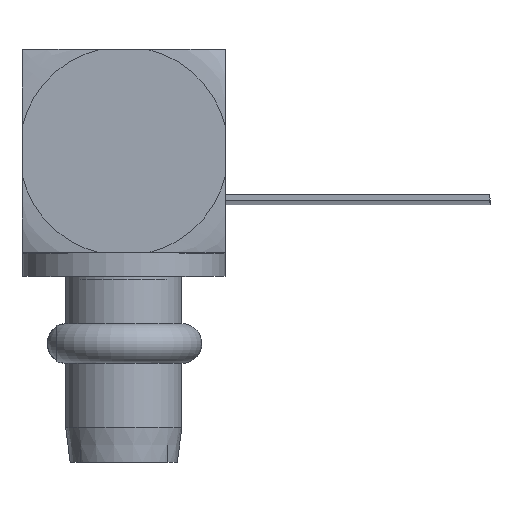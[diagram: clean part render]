
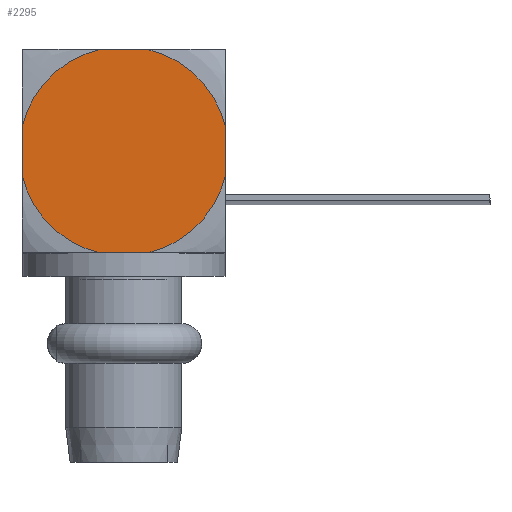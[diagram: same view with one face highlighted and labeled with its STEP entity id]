
A CAD part, top view. The second image highlights one B-rep face of the part: STEP entity #2295.
In plain terms, the highlighted face is planar.
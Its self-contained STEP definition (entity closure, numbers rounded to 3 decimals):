
#4 = VECTOR ( 'NONE', #2805, 1000. ) ;
#35 = LINE ( 'NONE', #1807, #1856 ) ;
#72 = VERTEX_POINT ( 'NONE', #475 ) ;
#133 = CARTESIAN_POINT ( 'NONE',  ( 1.75, -225.9, 0.415 ) ) ;
#194 = EDGE_CURVE ( 'NONE', #2846, #72, #1827, .T. ) ;
#209 = EDGE_CURVE ( 'NONE', #1803, #3086, #2076, .T. ) ;
#268 = DIRECTION ( 'NONE',  ( 1., 0., 0. ) ) ;
#303 = CARTESIAN_POINT ( 'NONE',  ( 0., -225.9, 0. ) ) ;
#321 = CARTESIAN_POINT ( 'NONE',  ( 0., -225.9, 0. ) ) ;
#338 = DIRECTION ( 'NONE',  ( 1., 0., 0. ) ) ;
#444 = EDGE_LOOP ( 'NONE', ( #470, #629, #522, #589, #2123, #1582, #1089, #2903 ) ) ;
#464 = AXIS2_PLACEMENT_3D ( 'NONE', #1951, #2974, #338 ) ;
#470 = ORIENTED_EDGE ( 'NONE', *, *, #2996, .F. ) ;
#475 = CARTESIAN_POINT ( 'NONE',  ( 0.415, -225.9, -1.75 ) ) ;
#522 = ORIENTED_EDGE ( 'NONE', *, *, #2367, .T. ) ;
#534 = VECTOR ( 'NONE', #1115, 1000. ) ;
#560 = DIRECTION ( 'NONE',  ( 0., 1., 0. ) ) ;
#568 = CIRCLE ( 'NONE', #2273, 1.798 ) ;
#584 = LINE ( 'NONE', #626, #534 ) ;
#589 = ORIENTED_EDGE ( 'NONE', *, *, #209, .T. ) ;
#626 = CARTESIAN_POINT ( 'NONE',  ( -1.75, -225.9, -1.75 ) ) ;
#629 = ORIENTED_EDGE ( 'NONE', *, *, #2016, .T. ) ;
#729 = VERTEX_POINT ( 'NONE', #133 ) ;
#745 = VERTEX_POINT ( 'NONE', #1181 ) ;
#773 = CARTESIAN_POINT ( 'NONE',  ( -1.75, -225.9, -1.75 ) ) ;
#786 = CIRCLE ( 'NONE', #464, 1.798 ) ;
#805 = DIRECTION ( 'NONE',  ( 0., 1., 0. ) ) ;
#838 = CARTESIAN_POINT ( 'NONE',  ( -0.415, -225.9, -1.75 ) ) ;
#841 = DIRECTION ( 'NONE',  ( 0., 0., 1. ) ) ;
#948 = CARTESIAN_POINT ( 'NONE',  ( 0.415, -225.9, 1.75 ) ) ;
#1056 = CIRCLE ( 'NONE', #2012, 1.798 ) ;
#1089 = ORIENTED_EDGE ( 'NONE', *, *, #2877, .F. ) ;
#1115 = DIRECTION ( 'NONE',  ( 0., 0., -1. ) ) ;
#1144 = VECTOR ( 'NONE', #1577, 1000. ) ;
#1181 = CARTESIAN_POINT ( 'NONE',  ( -1.75, -225.9, 0.415 ) ) ;
#1357 = DIRECTION ( 'NONE',  ( 0., -1., 0. ) ) ;
#1577 = DIRECTION ( 'NONE',  ( -1., 0., 0. ) ) ;
#1580 = AXIS2_PLACEMENT_3D ( 'NONE', #2862, #560, #2647 ) ;
#1582 = ORIENTED_EDGE ( 'NONE', *, *, #1672, .T. ) ;
#1607 = DIRECTION ( 'NONE',  ( 0., 1., 0. ) ) ;
#1672 = EDGE_CURVE ( 'NONE', #745, #2428, #584, .T. ) ;
#1803 = VERTEX_POINT ( 'NONE', #948 ) ;
#1807 = CARTESIAN_POINT ( 'NONE',  ( 1.75, -225.9, -1.75 ) ) ;
#1827 = LINE ( 'NONE', #773, #4 ) ;
#1856 = VECTOR ( 'NONE', #841, 1000. ) ;
#1884 = CARTESIAN_POINT ( 'NONE',  ( -1.75, -225.9, -0.415 ) ) ;
#1951 = CARTESIAN_POINT ( 'NONE',  ( 0., -225.9, 0. ) ) ;
#2012 = AXIS2_PLACEMENT_3D ( 'NONE', #303, #1607, #268 ) ;
#2016 = EDGE_CURVE ( 'NONE', #2673, #729, #35, .T. ) ;
#2076 = LINE ( 'NONE', #3063, #1144 ) ;
#2123 = ORIENTED_EDGE ( 'NONE', *, *, #2823, .F. ) ;
#2273 = AXIS2_PLACEMENT_3D ( 'NONE', #2302, #805, #2848 ) ;
#2295 = ADVANCED_FACE ( 'NONE', ( #2891 ), #2316, .F. ) ;
#2302 = CARTESIAN_POINT ( 'NONE',  ( 0., -225.9, 0. ) ) ;
#2316 = PLANE ( 'NONE',  #1580 ) ;
#2367 = EDGE_CURVE ( 'NONE', #729, #1803, #3242, .T. ) ;
#2371 = DIRECTION ( 'NONE',  ( 1., 0., 0. ) ) ;
#2428 = VERTEX_POINT ( 'NONE', #1884 ) ;
#2647 = DIRECTION ( 'NONE',  ( 0., 0., 1. ) ) ;
#2662 = AXIS2_PLACEMENT_3D ( 'NONE', #321, #1357, #2371 ) ;
#2673 = VERTEX_POINT ( 'NONE', #2730 ) ;
#2730 = CARTESIAN_POINT ( 'NONE',  ( 1.75, -225.9, -0.415 ) ) ;
#2805 = DIRECTION ( 'NONE',  ( 1., 0., 0. ) ) ;
#2823 = EDGE_CURVE ( 'NONE', #745, #3086, #1056, .T. ) ;
#2846 = VERTEX_POINT ( 'NONE', #838 ) ;
#2848 = DIRECTION ( 'NONE',  ( 1., 0., 0. ) ) ;
#2862 = CARTESIAN_POINT ( 'NONE',  ( 0., -225.9, 0. ) ) ;
#2877 = EDGE_CURVE ( 'NONE', #2846, #2428, #568, .T. ) ;
#2891 = FACE_OUTER_BOUND ( 'NONE', #444, .T. ) ;
#2903 = ORIENTED_EDGE ( 'NONE', *, *, #194, .T. ) ;
#2974 = DIRECTION ( 'NONE',  ( 0., 1., 0. ) ) ;
#2996 = EDGE_CURVE ( 'NONE', #2673, #72, #786, .T. ) ;
#3006 = CARTESIAN_POINT ( 'NONE',  ( -0.415, -225.9, 1.75 ) ) ;
#3063 = CARTESIAN_POINT ( 'NONE',  ( -1.75, -225.9, 1.75 ) ) ;
#3086 = VERTEX_POINT ( 'NONE', #3006 ) ;
#3242 = CIRCLE ( 'NONE', #2662, 1.798 ) ;
